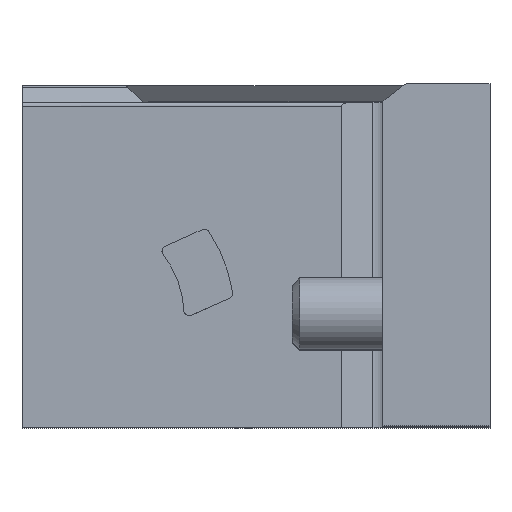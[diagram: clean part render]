
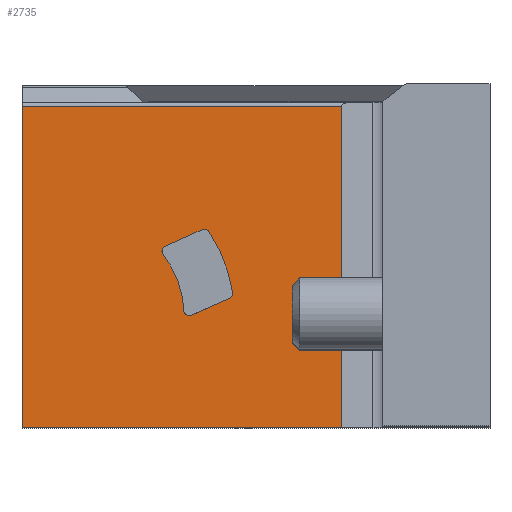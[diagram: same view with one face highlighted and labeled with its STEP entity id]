
A CAD part, top view. The second image highlights one B-rep face of the part: STEP entity #2735.
In plain terms, the highlighted planar face has unit normal (0, 0, 1).
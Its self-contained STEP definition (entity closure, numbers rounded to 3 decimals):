
#75=PLANE('',#2968);
#202=CIRCLE('',#2969,0.3);
#203=CIRCLE('',#2970,0.3);
#204=CIRCLE('',#2971,8.3);
#205=CIRCLE('',#2972,0.3);
#206=CIRCLE('',#2973,0.3);
#207=CIRCLE('',#2974,5.5);
#481=ORIENTED_EDGE('',*,*,#1226,.F.);
#482=ORIENTED_EDGE('',*,*,#1227,.F.);
#483=ORIENTED_EDGE('',*,*,#1228,.F.);
#484=ORIENTED_EDGE('',*,*,#1229,.F.);
#485=ORIENTED_EDGE('',*,*,#1230,.F.);
#486=ORIENTED_EDGE('',*,*,#1231,.F.);
#487=ORIENTED_EDGE('',*,*,#1232,.F.);
#488=ORIENTED_EDGE('',*,*,#1233,.T.);
#489=ORIENTED_EDGE('',*,*,#1234,.T.);
#490=ORIENTED_EDGE('',*,*,#1235,.T.);
#491=ORIENTED_EDGE('',*,*,#1151,.T.);
#492=ORIENTED_EDGE('',*,*,#1084,.F.);
#1084=EDGE_CURVE('',#1473,#1466,#1735,.T.);
#1151=EDGE_CURVE('',#1537,#1466,#1790,.T.);
#1226=EDGE_CURVE('',#1593,#1594,#202,.T.);
#1227=EDGE_CURVE('',#1595,#1593,#1834,.T.);
#1228=EDGE_CURVE('',#1596,#1595,#203,.T.);
#1229=EDGE_CURVE('',#1597,#1596,#204,.T.);
#1230=EDGE_CURVE('',#1598,#1597,#205,.T.);
#1231=EDGE_CURVE('',#1599,#1598,#1835,.T.);
#1232=EDGE_CURVE('',#1600,#1599,#206,.T.);
#1233=EDGE_CURVE('',#1600,#1594,#207,.T.);
#1234=EDGE_CURVE('',#1473,#1601,#1836,.T.);
#1235=EDGE_CURVE('',#1601,#1537,#1837,.T.);
#1466=VERTEX_POINT('',#4043);
#1473=VERTEX_POINT('',#4058);
#1537=VERTEX_POINT('',#4193);
#1593=VERTEX_POINT('',#4355);
#1594=VERTEX_POINT('',#4356);
#1595=VERTEX_POINT('',#4358);
#1596=VERTEX_POINT('',#4360);
#1597=VERTEX_POINT('',#4362);
#1598=VERTEX_POINT('',#4364);
#1599=VERTEX_POINT('',#4366);
#1600=VERTEX_POINT('',#4368);
#1601=VERTEX_POINT('',#4371);
#1735=LINE('',#4059,#2009);
#1790=LINE('',#4192,#2064);
#1834=LINE('',#4357,#2108);
#1835=LINE('',#4365,#2109);
#1836=LINE('',#4370,#2110);
#1837=LINE('',#4372,#2111);
#2009=VECTOR('',#3211,1000.);
#2064=VECTOR('',#3296,1000.);
#2108=VECTOR('',#3426,1000.);
#2109=VECTOR('',#3433,1000.);
#2110=VECTOR('',#3438,1000.);
#2111=VECTOR('',#3439,1000.);
#2300=EDGE_LOOP('',(#481,#482,#483,#484,#485,#486,#487,#488));
#2301=EDGE_LOOP('',(#489,#490,#491,#492));
#2500=FACE_BOUND('',#2300,.T.);
#2501=FACE_BOUND('',#2301,.T.);
#2735=ADVANCED_FACE('',(#2500,#2501),#75,.T.);
#2968=AXIS2_PLACEMENT_3D('',#4353,#3422,#3423);
#2969=AXIS2_PLACEMENT_3D('',#4354,#3424,#3425);
#2970=AXIS2_PLACEMENT_3D('',#4359,#3427,#3428);
#2971=AXIS2_PLACEMENT_3D('',#4361,#3429,#3430);
#2972=AXIS2_PLACEMENT_3D('',#4363,#3431,#3432);
#2973=AXIS2_PLACEMENT_3D('',#4367,#3434,#3435);
#2974=AXIS2_PLACEMENT_3D('',#4369,#3436,#3437);
#3211=DIRECTION('',(-1.,0.,0.));
#3296=DIRECTION('',(0.,-1.,0.));
#3422=DIRECTION('',(0.,0.,1.));
#3423=DIRECTION('',(1.,0.,0.));
#3424=DIRECTION('',(0.,0.,1.));
#3425=DIRECTION('',(1.,0.,0.));
#3426=DIRECTION('',(-0.914,-0.407,0.));
#3427=DIRECTION('',(0.,0.,1.));
#3428=DIRECTION('',(1.,0.,0.));
#3429=DIRECTION('',(0.,0.,1.));
#3430=DIRECTION('',(1.,0.,0.));
#3431=DIRECTION('',(0.,0.,1.));
#3432=DIRECTION('',(1.,0.,0.));
#3433=DIRECTION('',(0.914,0.407,0.));
#3434=DIRECTION('',(0.,0.,1.));
#3435=DIRECTION('',(1.,0.,0.));
#3436=DIRECTION('',(0.,0.,1.));
#3437=DIRECTION('',(1.,0.,0.));
#3438=DIRECTION('',(0.,1.,0.));
#3439=DIRECTION('',(-1.,0.,0.));
#4043=CARTESIAN_POINT('',(-26.,0.,10.));
#4058=CARTESIAN_POINT('',(-8.271,0.,10.));
#4059=CARTESIAN_POINT('',(-6.,0.,10.));
#4192=CARTESIAN_POINT('',(-26.,19.,10.));
#4193=CARTESIAN_POINT('',(-26.,17.86,10.));
#4353=CARTESIAN_POINT('',(-6.,19.,10.));
#4354=CARTESIAN_POINT('',(-17.925,9.816,10.));
#4355=CARTESIAN_POINT('',(-18.047,10.09,10.));
#4356=CARTESIAN_POINT('',(-18.162,9.631,10.));
#4357=CARTESIAN_POINT('',(-15.994,11.004,10.));
#4358=CARTESIAN_POINT('',(-15.994,11.004,10.));
#4359=CARTESIAN_POINT('',(-15.872,10.73,10.));
#4360=CARTESIAN_POINT('',(-15.623,10.898,10.));
#4361=CARTESIAN_POINT('',(-22.5,6.25,10.));
#4362=CARTESIAN_POINT('',(-14.297,7.514,10.));
#4363=CARTESIAN_POINT('',(-14.593,7.468,10.));
#4364=CARTESIAN_POINT('',(-14.471,7.194,10.));
#4365=CARTESIAN_POINT('',(-16.585,6.253,10.));
#4366=CARTESIAN_POINT('',(-16.585,6.253,10.));
#4367=CARTESIAN_POINT('',(-16.707,6.527,10.));
#4368=CARTESIAN_POINT('',(-17.006,6.513,10.));
#4369=CARTESIAN_POINT('',(-22.5,6.25,10.));
#4370=CARTESIAN_POINT('',(-8.271,0.,10.));
#4371=CARTESIAN_POINT('',(-8.271,17.86,10.));
#4372=CARTESIAN_POINT('',(-6.,17.86,10.));
